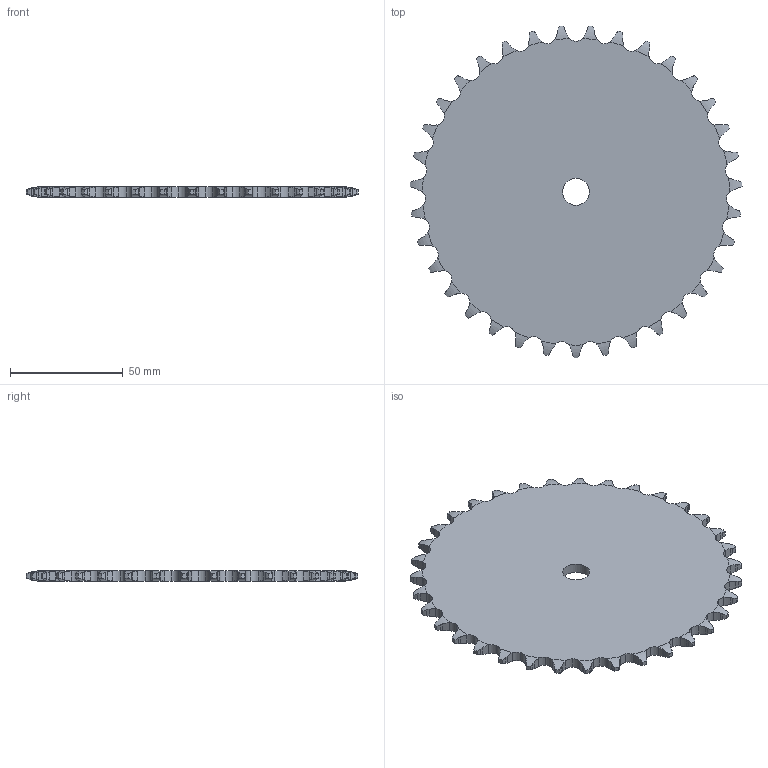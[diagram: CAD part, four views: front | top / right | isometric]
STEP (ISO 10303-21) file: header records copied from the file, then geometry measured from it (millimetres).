
FILE_DESCRIPTION(('FreeCAD Model'),'2;1');
FILE_NAME('Open CASCADE Shape Model','2022-02-19T15:50:57',('FreeCAD'),( 'FreeCAD'),'Open CASCADE STEP processor 7.4','FreeCAD','Unknown');
FILE_SCHEMA(('AUTOMOTIVE_DESIGN { 1 0 10303 214 1 1 1 1 }'));
Length unit declared in the file: millimetre
Products named in the file (1): Open CASCADE STEP translator 7.4 71
Bounding box: 147.52 x 147.38 x 4.5 mm (x, y, z)
Volume: 67464.3 mm3; surface area: 33120.8 mm2
Topology: 1 solids, 1 shells, 390 faces, 1164 edges, 776 vertices
Faces by surface type: cylinder 246, plane 72, torus 72
Full cylindrical faces by diameter (mm): 12 x1
Entity records: 35010 total; most frequent: CARTESIAN_POINT 15423, DIRECTION 2660, ORIENTED_EDGE 2328, PCURVE 2328, DEFINITIONAL_REPRESENTATION 2328, B_SPLINE_CURVE_WITH_KNOTS 1686, LINE 1306, VECTOR 1306
